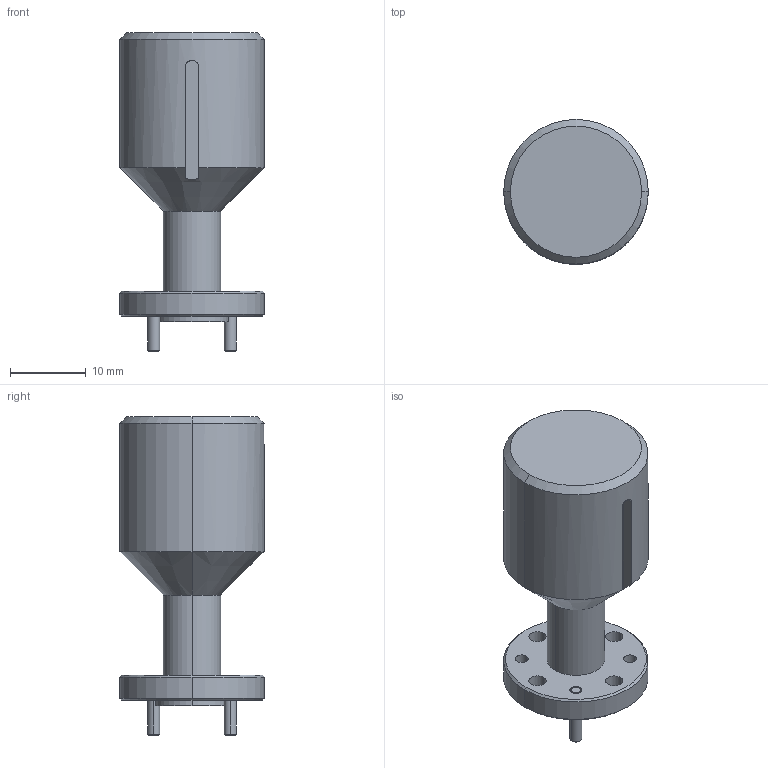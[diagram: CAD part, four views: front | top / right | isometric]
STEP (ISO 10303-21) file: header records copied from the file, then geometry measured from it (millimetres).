
FILE_DESCRIPTION (( 'STEP AP203' ), '1' );
FILE_NAME ('SAF-5037531725-165-S1.STEP', '2019-06-12T23:49:35', ( '' ), ( '' ), 'SwSTEP 2.0', 'SolidWorks 2016', '' );
FILE_SCHEMA (( 'CONFIG_CONTROL_DESIGN' ));
Length unit declared in the file: inch
Products named in the file (1): SAF-5037531725-165-S1
Bounding box: 19.05 x 19.05 x 41.97 mm (x, y, z)
Volume: 7261.1 mm3; surface area: 2887.1 mm2
Topology: 3 solids, 3 shells, 81 faces, 178 edges, 110 vertices
Faces by surface type: cylinder 40, cone 24, plane 17
Entity records: 2366 total; most frequent: DIRECTION 439, CARTESIAN_POINT 393, ORIENTED_EDGE 356, AXIS2_PLACEMENT_3D 184, EDGE_CURVE 178, VERTEX_POINT 110, EDGE_LOOP 104, CIRCLE 102
